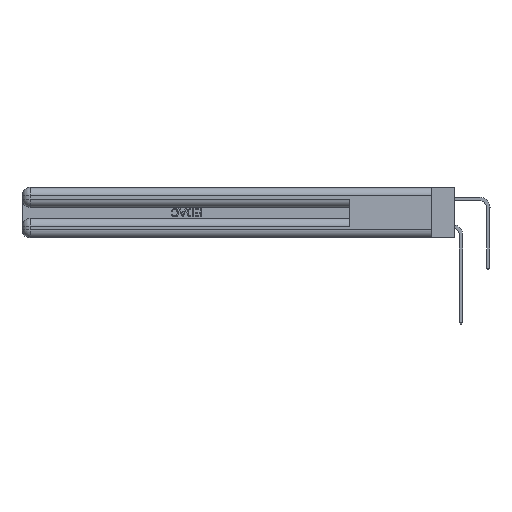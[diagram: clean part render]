
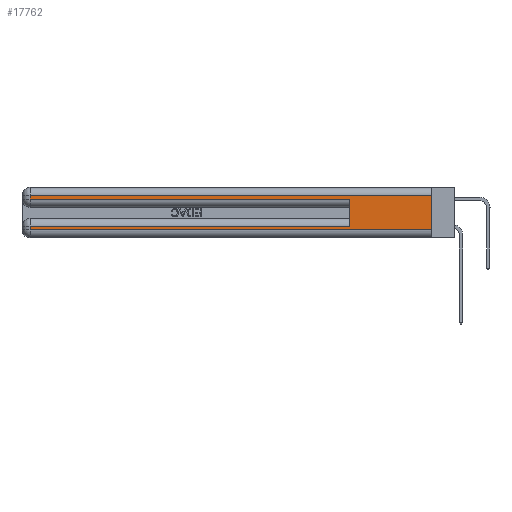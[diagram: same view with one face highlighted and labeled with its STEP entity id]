
A CAD part, left-side view. The second image highlights one B-rep face of the part: STEP entity #17762.
In plain terms, the highlighted planar face has unit normal (-1, 0, 0).
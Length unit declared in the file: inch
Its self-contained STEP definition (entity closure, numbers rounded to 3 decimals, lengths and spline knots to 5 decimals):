
#167 = ORIENTED_EDGE ( 'NONE', *, *, #38642, .F. ) ;
#1277 = VERTEX_POINT ( 'NONE', #45562 ) ;
#1399 = CARTESIAN_POINT ( 'NONE',  ( 0., 0.6, 0.285 ) ) ;
#1514 = FACE_OUTER_BOUND ( 'NONE', #43932, .T. ) ;
#3108 = DIRECTION ( 'NONE',  ( 0., 0., -1. ) ) ;
#3637 = PLANE ( 'NONE',  #19807 ) ;
#3645 = LINE ( 'NONE', #9901, #41121 ) ;
#5787 = LINE ( 'NONE', #44252, #39838 ) ;
#6037 = LINE ( 'NONE', #16087, #22521 ) ;
#9462 = DIRECTION ( 'NONE',  ( 0., 1., 0. ) ) ;
#9901 = CARTESIAN_POINT ( 'NONE',  ( 0., 0., 0.285 ) ) ;
#9916 = DIRECTION ( 'NONE',  ( 0., 0., -1. ) ) ;
#12674 = LINE ( 'NONE', #42475, #33725 ) ;
#12882 = ORIENTED_EDGE ( 'NONE', *, *, #15395, .T. ) ;
#13575 = DIRECTION ( 'NONE',  ( 0., -1., 0. ) ) ;
#14259 = EDGE_CURVE ( 'NONE', #33589, #24803, #22378, .T. ) ;
#14850 = LINE ( 'NONE', #35185, #46109 ) ;
#15395 = EDGE_CURVE ( 'NONE', #24803, #1277, #5787, .T. ) ;
#15686 = ORIENTED_EDGE ( 'NONE', *, *, #35547, .F. ) ;
#16087 = CARTESIAN_POINT ( 'NONE',  ( 0., 0., 0.06 ) ) ;
#16343 = VERTEX_POINT ( 'NONE', #36841 ) ;
#17762 = ADVANCED_FACE ( 'NONE', ( #1514 ), #3637, .F. ) ;
#18507 = ORIENTED_EDGE ( 'NONE', *, *, #30306, .T. ) ;
#19318 = EDGE_CURVE ( 'NONE', #1277, #30604, #3645, .T. ) ;
#19807 = AXIS2_PLACEMENT_3D ( 'NONE', #36651, #21625, #25300 ) ;
#20483 = EDGE_CURVE ( 'NONE', #22951, #16343, #12674, .T. ) ;
#20820 = CARTESIAN_POINT ( 'NONE',  ( 0., 0., 0.31 ) ) ;
#21625 = DIRECTION ( 'NONE',  ( 1., 0., 0. ) ) ;
#21775 = VECTOR ( 'NONE', #28192, 39.37008 ) ;
#21814 = ORIENTED_EDGE ( 'NONE', *, *, #20483, .T. ) ;
#22378 = LINE ( 'NONE', #20820, #34354 ) ;
#22521 = VECTOR ( 'NONE', #30753, 39.37008 ) ;
#22951 = VERTEX_POINT ( 'NONE', #41880 ) ;
#23279 = ORIENTED_EDGE ( 'NONE', *, *, #19318, .T. ) ;
#24466 = CARTESIAN_POINT ( 'NONE',  ( 0., 0., 0.37 ) ) ;
#24803 = VERTEX_POINT ( 'NONE', #34748 ) ;
#25300 = DIRECTION ( 'NONE',  ( 0., 0., -1. ) ) ;
#26168 = ORIENTED_EDGE ( 'NONE', *, *, #14259, .T. ) ;
#26581 = LINE ( 'NONE', #24466, #28355 ) ;
#26843 = EDGE_CURVE ( 'NONE', #45868, #28535, #6037, .T. ) ;
#28192 = DIRECTION ( 'NONE',  ( 0., 0., 1. ) ) ;
#28355 = VECTOR ( 'NONE', #3108, 39.37008 ) ;
#28535 = VERTEX_POINT ( 'NONE', #31417 ) ;
#29553 = DIRECTION ( 'NONE',  ( 0., 0., -1. ) ) ;
#30306 = EDGE_CURVE ( 'NONE', #16343, #45868, #14850, .T. ) ;
#30604 = VERTEX_POINT ( 'NONE', #1399 ) ;
#30753 = DIRECTION ( 'NONE',  ( 0., -1., 0. ) ) ;
#31417 = CARTESIAN_POINT ( 'NONE',  ( 0., 0., 0.06 ) ) ;
#33589 = VERTEX_POINT ( 'NONE', #44400 ) ;
#33725 = VECTOR ( 'NONE', #9462, 39.37008 ) ;
#34354 = VECTOR ( 'NONE', #46180, 39.37008 ) ;
#34748 = CARTESIAN_POINT ( 'NONE',  ( 0., 2.94, 0.31 ) ) ;
#35185 = CARTESIAN_POINT ( 'NONE',  ( 0., 2.94, 0.37 ) ) ;
#35547 = EDGE_CURVE ( 'NONE', #33589, #28535, #26581, .T. ) ;
#36651 = CARTESIAN_POINT ( 'NONE',  ( 0., 0., 0.37 ) ) ;
#36841 = CARTESIAN_POINT ( 'NONE',  ( 0., 2.94, 0.085 ) ) ;
#37616 = LINE ( 'NONE', #45597, #21775 ) ;
#38434 = ORIENTED_EDGE ( 'NONE', *, *, #26843, .T. ) ;
#38642 = EDGE_CURVE ( 'NONE', #22951, #30604, #37616, .T. ) ;
#39838 = VECTOR ( 'NONE', #29553, 39.37008 ) ;
#41121 = VECTOR ( 'NONE', #13575, 39.37008 ) ;
#41880 = CARTESIAN_POINT ( 'NONE',  ( 0., 0.6, 0.085 ) ) ;
#42475 = CARTESIAN_POINT ( 'NONE',  ( 0., 0., 0.085 ) ) ;
#43932 = EDGE_LOOP ( 'NONE', ( #15686, #26168, #12882, #23279, #167, #21814, #18507, #38434 ) ) ;
#44252 = CARTESIAN_POINT ( 'NONE',  ( 0., 2.94, 0.37 ) ) ;
#44400 = CARTESIAN_POINT ( 'NONE',  ( 0., 0., 0.31 ) ) ;
#45562 = CARTESIAN_POINT ( 'NONE',  ( 0., 2.94, 0.285 ) ) ;
#45597 = CARTESIAN_POINT ( 'NONE',  ( 0., 0.6, 0.145 ) ) ;
#45868 = VERTEX_POINT ( 'NONE', #46720 ) ;
#46109 = VECTOR ( 'NONE', #9916, 39.37008 ) ;
#46180 = DIRECTION ( 'NONE',  ( 0., 1., 0. ) ) ;
#46720 = CARTESIAN_POINT ( 'NONE',  ( 0., 2.94, 0.06 ) ) ;
